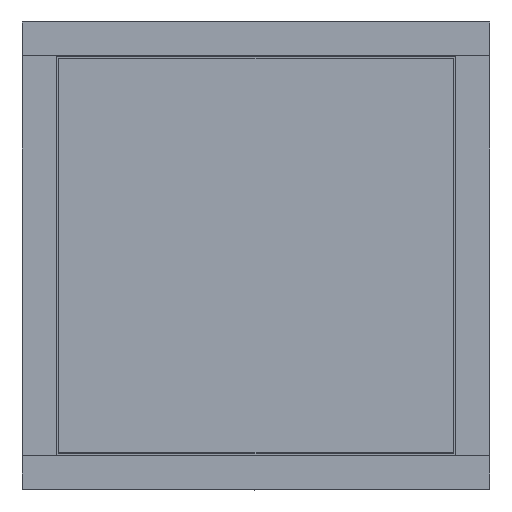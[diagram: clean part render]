
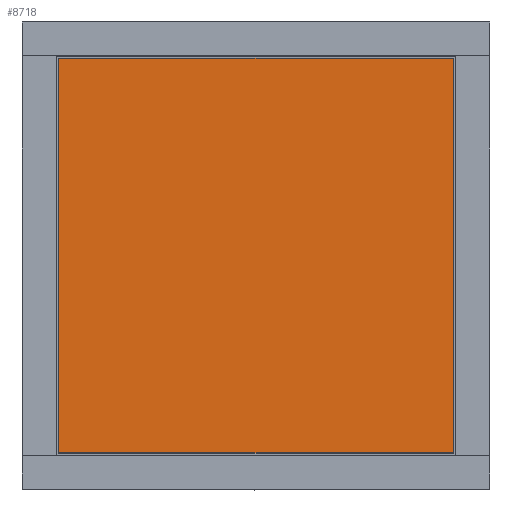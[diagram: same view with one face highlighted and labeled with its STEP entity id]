
A CAD part, top view. The second image highlights one B-rep face of the part: STEP entity #8718.
In plain terms, the highlighted planar face has unit normal (0, 0, 1).
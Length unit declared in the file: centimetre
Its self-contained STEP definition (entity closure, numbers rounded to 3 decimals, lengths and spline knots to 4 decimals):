
#116=PLANE('',#9194);
#531=FACE_OUTER_BOUND('',#990,.T.);
#990=EDGE_LOOP('',(#6368,#6369,#6370,#6371));
#1639=LINE('',#12702,#2729);
#1643=LINE('',#12710,#2733);
#1646=LINE('',#12716,#2736);
#1649=LINE('',#12721,#2739);
#2729=VECTOR('',#10154,1.);
#2733=VECTOR('',#10160,1.);
#2736=VECTOR('',#10165,1.);
#2739=VECTOR('',#10170,1.);
#3980=VERTEX_POINT('',#12700);
#3981=VERTEX_POINT('',#12701);
#3984=VERTEX_POINT('',#12709);
#3986=VERTEX_POINT('',#12715);
#4907=EDGE_CURVE('',#3980,#3981,#1639,.T.);
#4911=EDGE_CURVE('',#3981,#3984,#1643,.T.);
#4914=EDGE_CURVE('',#3984,#3986,#1646,.T.);
#4917=EDGE_CURVE('',#3986,#3980,#1649,.T.);
#6368=ORIENTED_EDGE('',*,*,#4907,.F.);
#6369=ORIENTED_EDGE('',*,*,#4917,.F.);
#6370=ORIENTED_EDGE('',*,*,#4914,.F.);
#6371=ORIENTED_EDGE('',*,*,#4911,.F.);
#8718=ADVANCED_FACE('',(#531),#116,.T.);
#9194=AXIS2_PLACEMENT_3D('',#12724,#10174,#10175);
#10154=DIRECTION('',(0.,-1.,0.));
#10160=DIRECTION('',(-1.,0.,0.));
#10165=DIRECTION('',(0.,1.,0.));
#10170=DIRECTION('',(1.,0.,0.));
#10174=DIRECTION('center_axis',(0.,0.,
1.));
#10175=DIRECTION('ref_axis',(-1.,0.,0.));
#12700=CARTESIAN_POINT('',(0.76,0.76,3.337));
#12701=CARTESIAN_POINT('',(0.76,-0.76,3.337));
#12702=CARTESIAN_POINT('',(0.76,-0.76,3.337));
#12709=CARTESIAN_POINT('',(-0.76,-0.76,3.337));
#12710=CARTESIAN_POINT('',(-0.76,-0.76,3.337));
#12715=CARTESIAN_POINT('',(-0.76,0.76,3.337));
#12716=CARTESIAN_POINT('',(-0.76,0.76,3.337));
#12721=CARTESIAN_POINT('',(0.76,0.76,3.337));
#12724=CARTESIAN_POINT('Origin',(0.,0.,
3.337));
